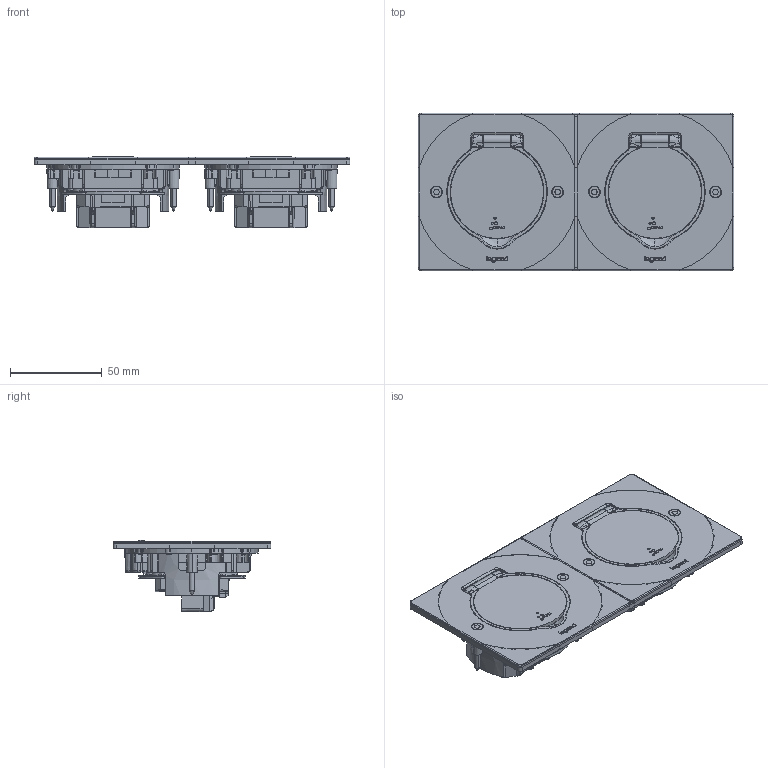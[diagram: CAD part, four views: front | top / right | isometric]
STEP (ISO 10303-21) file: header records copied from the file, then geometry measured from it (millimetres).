
FILE_DESCRIPTION(('CATIA V5 STEP Exchange','CAx-IF Rec.Pracs.--- Model Styling and Organization---1.5--- 2016-08-15','CAx-IF Rec.Pracs.---Supplemental Geometry---1.0---2011-11-01','CAx-IF Rec.Pracs.--- Composite Materials ---1.1---2010-07-15'),'2;1');
FILE_NAME('089768 _AllCATPart.stp','2021-10-12T15:23:27+00:00',('none'),('none'),'CATIA Version 5-6 Release 2020 SP3','CATIA V5 STEP AP214 v2','none');
FILE_SCHEMA(('AUTOMOTIVE_DESIGN { 1 0 10303 214 1 1 1 1 }'));
Products named in the file (1): T000367_A _AllCATPart
Bounding box: 172 x 86 x 38.88 mm (x, y, z)
Surface area: 176047.9 mm2 (no closed solid volume)
Topology: 0 solids, 94 shells, 2991 faces, 28975 edges, 25649 vertices
Faces by surface type: plane 963, cone 768, bspline 669, cylinder 363, torus 123, extrusion 93, sphere 12
Entity records: 287416 total; most frequent: CARTESIAN_POINT 93137, ORIENTED_EDGE 44067, EDGE_CURVE 28849, DIRECTION 28068, VERTEX_POINT 25649, VECTOR 21720, LINE 21627, AXIS2_PLACEMENT_3D 4570
